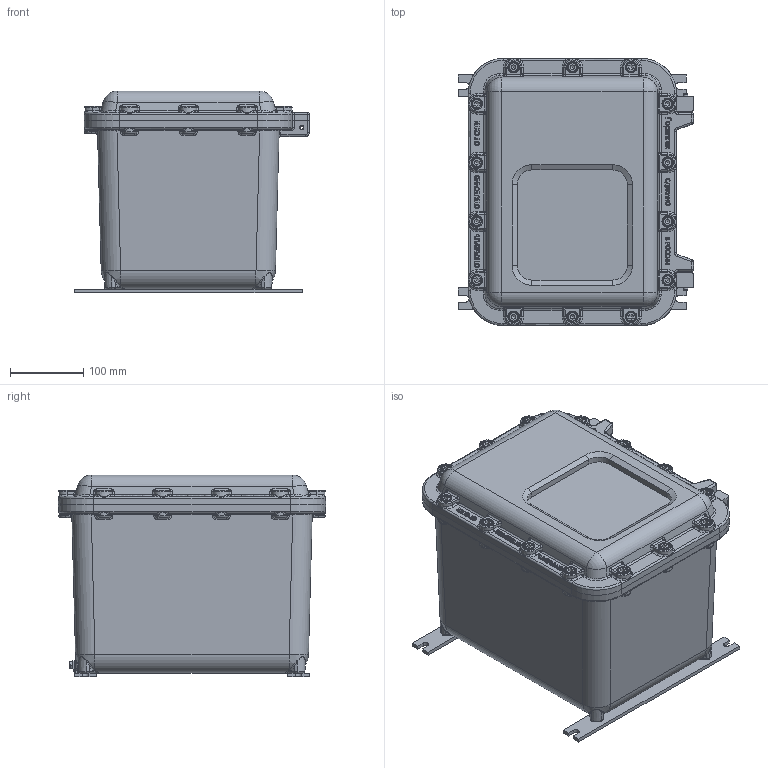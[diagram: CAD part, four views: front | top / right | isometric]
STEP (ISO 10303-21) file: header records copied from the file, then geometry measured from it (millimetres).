
FILE_DESCRIPTION((''),'2;1');
FILE_NAME('ЩОРВ362827-О1515.stp','2019-05-17T12:38:48',('L.A.Ronzhin'),(''),'Autodesk Inventor 2012','Autodesk Inventor 2012','');
FILE_SCHEMA(('CONFIG_CONTROL_DESIGN'));
Length unit declared in the file: millimetre
Products named in the file (1): ЩОРВ362827-О1515
Bounding box: 320.05 x 364 x 275 mm (x, y, z)
Volume: 20976551 mm3; surface area: 540043.1 mm2
Topology: 1 solids, 1 shells, 1928 faces, 4781 edges, 2881 vertices
Faces by surface type: plane 791, bspline 530, cylinder 387, torus 113, cone 101, sphere 6
Full cylindrical faces by diameter (mm): 3.9 x2, 6 x5, 6.5 x1, 6.647 x14, 7.9 x1, 8.2 x2, 13 x14, 16 x4
Entity records: 169275 total; most frequent: CARTESIAN_POINT 125866, ORIENTED_EDGE 9064, DIRECTION 7552, EDGE_CURVE 4532, VERTEX_POINT 2843, AXIS2_PLACEMENT_3D 2539, VECTOR 2474, LINE 2474
